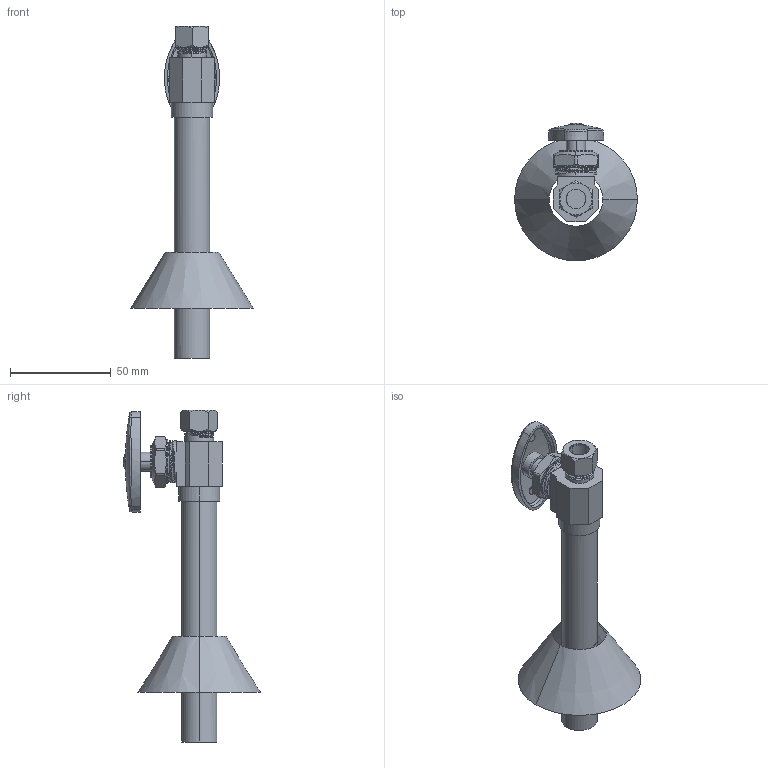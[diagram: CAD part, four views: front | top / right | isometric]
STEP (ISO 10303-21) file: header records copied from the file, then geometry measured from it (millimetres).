
FILE_DESCRIPTION((''),'2;1');
FILE_NAME('417','2021-06-15T20:23:57',('NSantos'),(''),'CREO PARAMETRIC BY PTC INC, 2018500','CREO PARAMETRIC BY PTC INC, 2018500','');
FILE_SCHEMA(('CONFIG_CONTROL_DESIGN'));
Length unit declared in the file: inch
Products named in the file (1): 417
Bounding box: 60.96 x 68.13 x 164.67 mm (x, y, z)
Volume: 34447.2 mm3; surface area: 38587.1 mm2
Topology: 1 solids, 10 shells, 561 faces, 1387 edges, 854 vertices
Faces by surface type: plane 215, cylinder 161, cone 103, bspline 67, torus 9, sphere 6
Entity records: 26494 total; most frequent: CARTESIAN_POINT 14199, ORIENTED_EDGE 2719, DIRECTION 2254, EDGE_CURVE 1377, AXIS2_PLACEMENT_3D 901, VERTEX_POINT 854, EDGE_LOOP 593, FACE_OUTER_BOUND 561
